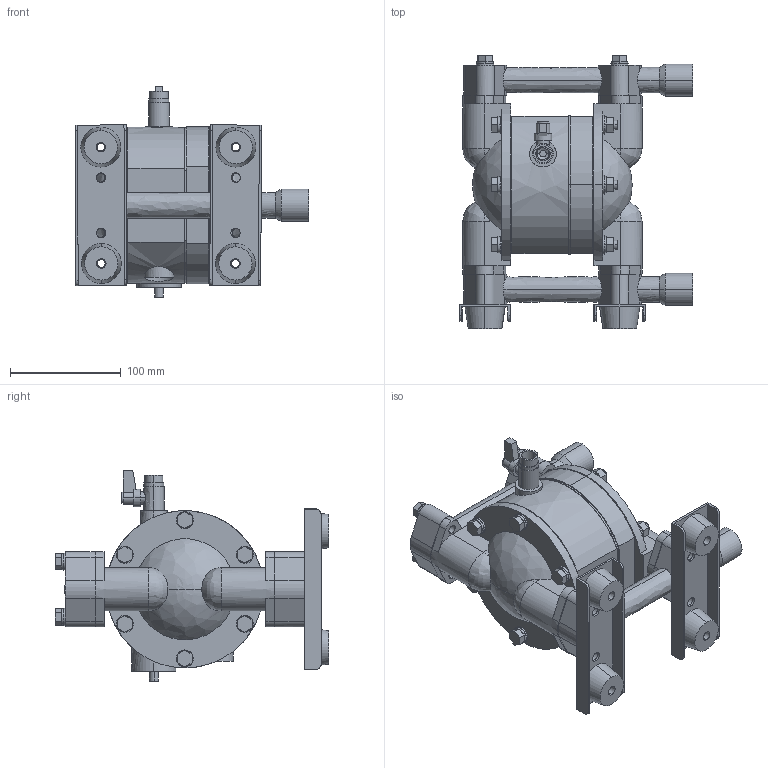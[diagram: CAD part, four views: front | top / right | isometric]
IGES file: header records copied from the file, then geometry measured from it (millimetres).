
Start section: SolidWorks IGES FILE using NURB representation for surfaces
Global section: file name: ‚Ü‚Æ‚ß15S.IGS; native system: SolidWorks 2004 by SolidWorks Corporation; preprocessor: Version 5.3; author: user; date: 050819.090242; units: millimetre
Bounding box: 210.82 x 247.1 x 190 mm (x, y, z)
Volume: 2248681.1 mm3; surface area: 238950.3 mm2
Topology: 1 solids, 1 shells, 807 faces, 1938 edges, 1205 vertices
Faces by surface type: bspline 807
